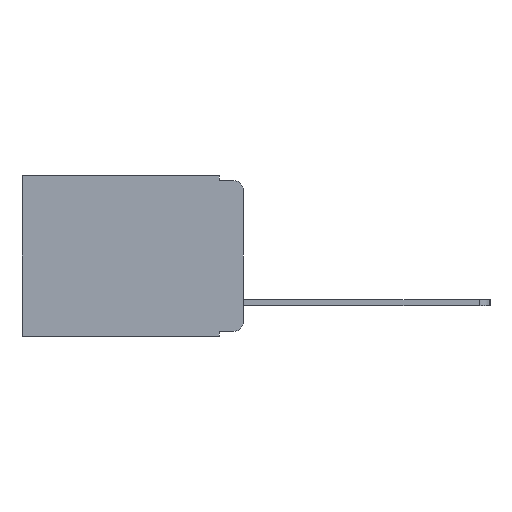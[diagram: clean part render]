
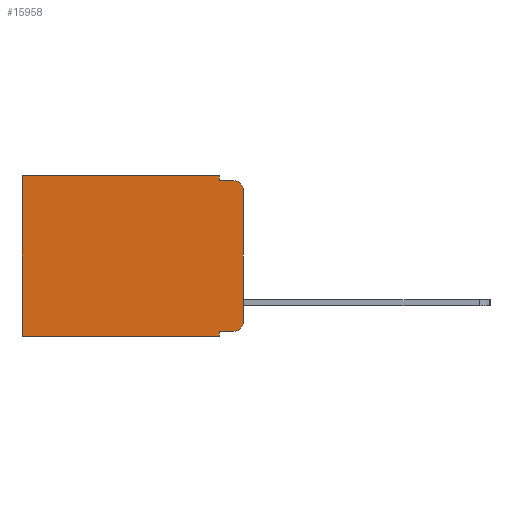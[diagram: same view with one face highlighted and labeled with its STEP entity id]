
A CAD part, left-side view. The second image highlights one B-rep face of the part: STEP entity #15958.
In plain terms, the highlighted planar face has unit normal (-1, 0, 0).
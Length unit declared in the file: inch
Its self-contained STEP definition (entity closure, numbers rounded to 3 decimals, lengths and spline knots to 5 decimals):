
#182 = VERTEX_POINT ( 'NONE', #6902 ) ;
#188 = CARTESIAN_POINT ( 'NONE',  ( 0.298, 0.051, 0. ) ) ;
#326 = ORIENTED_EDGE ( 'NONE', *, *, #7287, .F. ) ;
#419 = DIRECTION ( 'NONE',  ( 0., 1., 0. ) ) ;
#768 = ORIENTED_EDGE ( 'NONE', *, *, #7516, .T. ) ;
#1502 = DIRECTION ( 'NONE',  ( -1., 0., 0. ) ) ;
#1668 = CARTESIAN_POINT ( 'NONE',  ( 0.298, 0.051, 0. ) ) ;
#1993 = DIRECTION ( 'NONE',  ( 0., 0., -1. ) ) ;
#2414 = DIRECTION ( 'NONE',  ( 0., 1., 0. ) ) ;
#2658 = EDGE_CURVE ( 'NONE', #9330, #11716, #10390, .T. ) ;
#2713 = CIRCLE ( 'NONE', #6369, 0.02 ) ;
#2918 = AXIS2_PLACEMENT_3D ( 'NONE', #15297, #8196, #20618 ) ;
#2944 = AXIS2_PLACEMENT_3D ( 'NONE', #12799, #1502, #14581 ) ;
#2996 = EDGE_LOOP ( 'NONE', ( #326, #9275, #18913, #3539, #17372, #768, #13988, #21980, #20055, #12053 ) ) ;
#3049 = CARTESIAN_POINT ( 'NONE',  ( 0.298, 0.051, 0. ) ) ;
#3539 = ORIENTED_EDGE ( 'NONE', *, *, #7438, .F. ) ;
#3594 = VERTEX_POINT ( 'NONE', #3775 ) ;
#3621 = LINE ( 'NONE', #188, #17131 ) ;
#3712 = VERTEX_POINT ( 'NONE', #18628 ) ;
#3775 = CARTESIAN_POINT ( 'NONE',  ( 0.298, 0.02, -0.333 ) ) ;
#5273 = EDGE_CURVE ( 'NONE', #11723, #3712, #9162, .T. ) ;
#5290 = FACE_OUTER_BOUND ( 'NONE', #2996, .T. ) ;
#5613 = DIRECTION ( 'NONE',  ( 0., 0., -1. ) ) ;
#5744 = CARTESIAN_POINT ( 'NONE',  ( 0.298, 0., -0.313 ) ) ;
#5778 = VECTOR ( 'NONE', #23042, 39.37008 ) ;
#6069 = VECTOR ( 'NONE', #5613, 39.37008 ) ;
#6329 = CARTESIAN_POINT ( 'NONE',  ( 0.298, 0., -0.343 ) ) ;
#6369 = AXIS2_PLACEMENT_3D ( 'NONE', #6619, #19196, #8578 ) ;
#6619 = CARTESIAN_POINT ( 'NONE',  ( 0.298, 0.02, -0.313 ) ) ;
#6902 = CARTESIAN_POINT ( 'NONE',  ( 0.298, 0.02, -0.01 ) ) ;
#7287 = EDGE_CURVE ( 'NONE', #12694, #11403, #15479, .T. ) ;
#7368 = EDGE_CURVE ( 'NONE', #12694, #182, #8521, .T. ) ;
#7397 = EDGE_CURVE ( 'NONE', #19470, #182, #12704, .T. ) ;
#7438 = EDGE_CURVE ( 'NONE', #9330, #19470, #12147, .T. ) ;
#7516 = EDGE_CURVE ( 'NONE', #11716, #3712, #12965, .T. ) ;
#7547 = EDGE_CURVE ( 'NONE', #23000, #11723, #3621, .T. ) ;
#7662 = EDGE_CURVE ( 'NONE', #23000, #3594, #23148, .T. ) ;
#7692 = EDGE_CURVE ( 'NONE', #3594, #11403, #2713, .T. ) ;
#8103 = PLANE ( 'NONE',  #2918 ) ;
#8196 = DIRECTION ( 'NONE',  ( 1., 0., 0. ) ) ;
#8417 = CARTESIAN_POINT ( 'NONE',  ( 0.298, 0.051, -0.333 ) ) ;
#8521 = CIRCLE ( 'NONE', #2944, 0.02 ) ;
#8578 = DIRECTION ( 'NONE',  ( 0., 0., -1. ) ) ;
#8792 = VECTOR ( 'NONE', #1993, 39.37008 ) ;
#9162 = LINE ( 'NONE', #6329, #9711 ) ;
#9275 = ORIENTED_EDGE ( 'NONE', *, *, #7368, .T. ) ;
#9309 = CARTESIAN_POINT ( 'NONE',  ( 0.298, 0.051, -0.01 ) ) ;
#9330 = VERTEX_POINT ( 'NONE', #3049 ) ;
#9711 = VECTOR ( 'NONE', #2414, 39.37008 ) ;
#10390 = LINE ( 'NONE', #12747, #19248 ) ;
#11403 = VERTEX_POINT ( 'NONE', #5744 ) ;
#11647 = DIRECTION ( 'NONE',  ( 0., 0., -1. ) ) ;
#11716 = VERTEX_POINT ( 'NONE', #15689 ) ;
#11723 = VERTEX_POINT ( 'NONE', #17480 ) ;
#12009 = CARTESIAN_POINT ( 'NONE',  ( 0.298, 0.051, -0.333 ) ) ;
#12053 = ORIENTED_EDGE ( 'NONE', *, *, #7692, .T. ) ;
#12147 = LINE ( 'NONE', #1668, #6069 ) ;
#12496 = CARTESIAN_POINT ( 'NONE',  ( 0.298, 0., 0. ) ) ;
#12681 = VECTOR ( 'NONE', #15573, 39.37008 ) ;
#12694 = VERTEX_POINT ( 'NONE', #16436 ) ;
#12704 = LINE ( 'NONE', #9309, #21551 ) ;
#12747 = CARTESIAN_POINT ( 'NONE',  ( 0.298, 0., 0. ) ) ;
#12799 = CARTESIAN_POINT ( 'NONE',  ( 0.298, 0.02, -0.03 ) ) ;
#12965 = LINE ( 'NONE', #13328, #8792 ) ;
#13047 = CARTESIAN_POINT ( 'NONE',  ( 0.298, 0.051, -0.01 ) ) ;
#13328 = CARTESIAN_POINT ( 'NONE',  ( 0.298, 0.473, 0. ) ) ;
#13988 = ORIENTED_EDGE ( 'NONE', *, *, #5273, .F. ) ;
#14581 = DIRECTION ( 'NONE',  ( 0., 0., -1. ) ) ;
#15297 = CARTESIAN_POINT ( 'NONE',  ( 0.298, 0., 0. ) ) ;
#15479 = LINE ( 'NONE', #12496, #5778 ) ;
#15573 = DIRECTION ( 'NONE',  ( 0., -1., 0. ) ) ;
#15689 = CARTESIAN_POINT ( 'NONE',  ( 0.298, 0.473, 0. ) ) ;
#15958 = ADVANCED_FACE ( 'NONE', ( #5290 ), #8103, .F. ) ;
#16436 = CARTESIAN_POINT ( 'NONE',  ( 0.298, 0., -0.03 ) ) ;
#17131 = VECTOR ( 'NONE', #11647, 39.37008 ) ;
#17372 = ORIENTED_EDGE ( 'NONE', *, *, #2658, .T. ) ;
#17480 = CARTESIAN_POINT ( 'NONE',  ( 0.298, 0.051, -0.343 ) ) ;
#18628 = CARTESIAN_POINT ( 'NONE',  ( 0.298, 0.473, -0.343 ) ) ;
#18913 = ORIENTED_EDGE ( 'NONE', *, *, #7397, .F. ) ;
#19196 = DIRECTION ( 'NONE',  ( -1., 0., 0. ) ) ;
#19248 = VECTOR ( 'NONE', #419, 39.37008 ) ;
#19470 = VERTEX_POINT ( 'NONE', #13047 ) ;
#19909 = DIRECTION ( 'NONE',  ( 0., -1., 0. ) ) ;
#20055 = ORIENTED_EDGE ( 'NONE', *, *, #7662, .T. ) ;
#20618 = DIRECTION ( 'NONE',  ( 0., 0., -1. ) ) ;
#21551 = VECTOR ( 'NONE', #19909, 39.37008 ) ;
#21980 = ORIENTED_EDGE ( 'NONE', *, *, #7547, .F. ) ;
#23000 = VERTEX_POINT ( 'NONE', #12009 ) ;
#23042 = DIRECTION ( 'NONE',  ( 0., 0., -1. ) ) ;
#23148 = LINE ( 'NONE', #8417, #12681 ) ;
